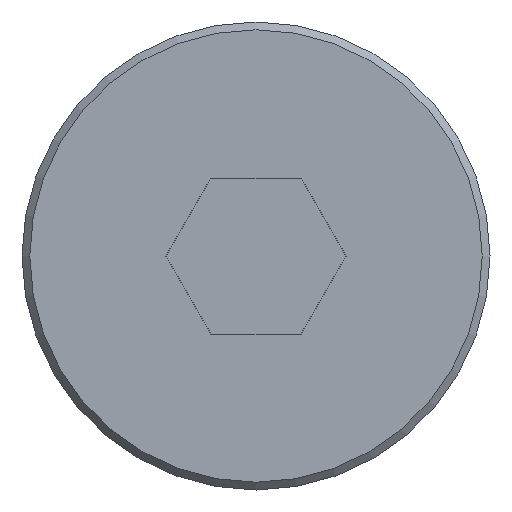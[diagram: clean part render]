
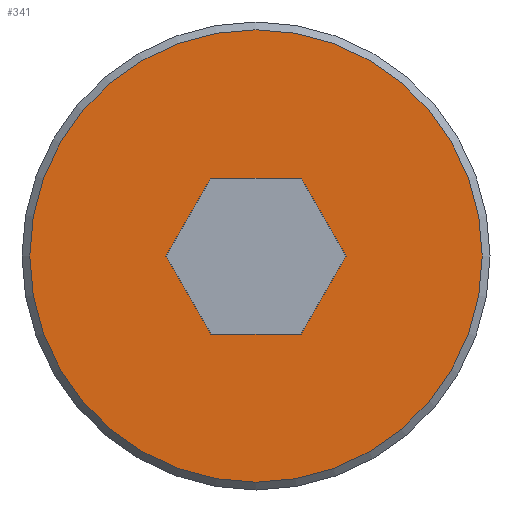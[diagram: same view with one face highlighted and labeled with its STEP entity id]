
A CAD part, front view. The second image highlights one B-rep face of the part: STEP entity #341.
In plain terms, the highlighted planar face has unit normal (0, -1, 0).
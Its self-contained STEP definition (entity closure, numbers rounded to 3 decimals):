
#19=FACE_BOUND('',#115,.T.);
#40=LINE('',#2237,#62);
#41=LINE('',#2239,#63);
#42=LINE('',#2241,#64);
#43=LINE('',#2243,#65);
#44=LINE('',#2245,#66);
#45=LINE('',#2246,#67);
#62=VECTOR('',#418,1.155);
#63=VECTOR('',#419,1.155);
#64=VECTOR('',#420,1.155);
#65=VECTOR('',#421,1.155);
#66=VECTOR('',#422,1.155);
#67=VECTOR('',#423,1.155);
#90=FACE_OUTER_BOUND('',#114,.T.);
#114=EDGE_LOOP('',(#253));
#115=EDGE_LOOP('',(#254,#255,#256,#257,#258,#259));
#151=CIRCLE('',#371,2.9);
#169=VERTEX_POINT('',#2233);
#170=VERTEX_POINT('',#2235);
#171=VERTEX_POINT('',#2236);
#172=VERTEX_POINT('',#2238);
#173=VERTEX_POINT('',#2240);
#174=VERTEX_POINT('',#2242);
#175=VERTEX_POINT('',#2244);
#204=EDGE_CURVE('',#169,#169,#151,.F.);
#205=EDGE_CURVE('',#170,#171,#40,.T.);
#206=EDGE_CURVE('',#171,#172,#41,.T.);
#207=EDGE_CURVE('',#172,#173,#42,.T.);
#208=EDGE_CURVE('',#173,#174,#43,.T.);
#209=EDGE_CURVE('',#174,#175,#44,.T.);
#210=EDGE_CURVE('',#175,#170,#45,.T.);
#253=ORIENTED_EDGE('',*,*,#204,.T.);
#254=ORIENTED_EDGE('',*,*,#205,.T.);
#255=ORIENTED_EDGE('',*,*,#206,.T.);
#256=ORIENTED_EDGE('',*,*,#207,.T.);
#257=ORIENTED_EDGE('',*,*,#208,.T.);
#258=ORIENTED_EDGE('',*,*,#209,.T.);
#259=ORIENTED_EDGE('',*,*,#210,.T.);
#325=PLANE('',#370);
#341=ADVANCED_FACE('',(#90,#19),#325,.F.);
#370=AXIS2_PLACEMENT_3D('',#2232,#414,#415);
#371=AXIS2_PLACEMENT_3D('',#2234,#416,#417);
#414=DIRECTION('center_axis',(0.,1.,0.));
#415=DIRECTION('ref_axis',(0.,0.,1.));
#416=DIRECTION('center_axis',(0.,1.,0.));
#417=DIRECTION('ref_axis',(0.,0.,1.));
#418=DIRECTION('',(-0.5,0.,0.866));
#419=DIRECTION('',(0.5,0.,0.866));
#420=DIRECTION('',(1.,0.,0.));
#421=DIRECTION('',(0.5,0.,-0.866));
#422=DIRECTION('',(-0.5,0.,-0.866));
#423=DIRECTION('',(-1.,0.,0.));
#2232=CARTESIAN_POINT('Origin',(0.,0.,0.));
#2233=CARTESIAN_POINT('',(0.,0.,2.9));
#2234=CARTESIAN_POINT('Origin',(0.,0.,0.));
#2235=CARTESIAN_POINT('',(-0.577,0.,-1.));
#2236=CARTESIAN_POINT('',(-1.155,0.,0.));
#2237=CARTESIAN_POINT('',(-0.577,0.,-1.));
#2238=CARTESIAN_POINT('',(-0.577,0.,1.));
#2239=CARTESIAN_POINT('',(-1.155,0.,0.));
#2240=CARTESIAN_POINT('',(0.577,0.,1.));
#2241=CARTESIAN_POINT('',(-0.577,0.,1.));
#2242=CARTESIAN_POINT('',(1.155,0.,0.));
#2243=CARTESIAN_POINT('',(0.577,0.,1.));
#2244=CARTESIAN_POINT('',(0.577,0.,-1.));
#2245=CARTESIAN_POINT('',(1.155,0.,0.));
#2246=CARTESIAN_POINT('',(0.577,0.,-1.));
